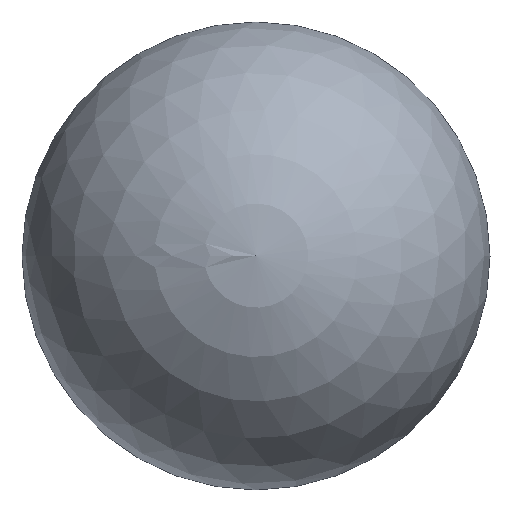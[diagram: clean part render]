
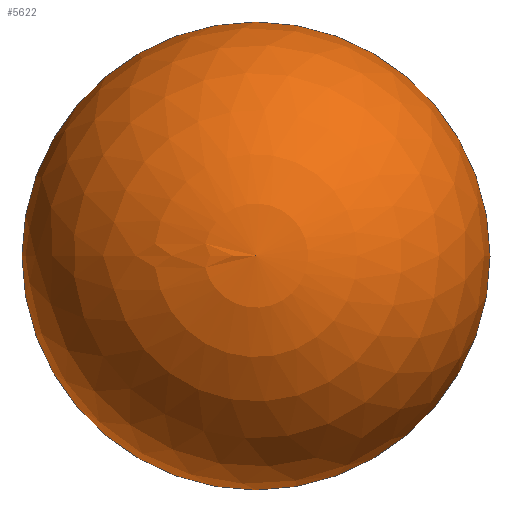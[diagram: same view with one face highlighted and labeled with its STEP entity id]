
A CAD part, top view. The second image highlights one B-rep face of the part: STEP entity #5622.
In plain terms, the highlighted spherical face has radius 35 mm.
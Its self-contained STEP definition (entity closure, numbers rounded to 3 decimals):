
#282 = FACE_OUTER_BOUND ( 'NONE', #3595, .T. ) ;
#519 = CARTESIAN_POINT ( 'NONE',  ( 0., 35., 0. ) ) ;
#552 = VERTEX_POINT ( 'NONE', #519 ) ;
#1209 = ORIENTED_EDGE ( 'NONE', *, *, #4173, .F. ) ;
#1970 = CARTESIAN_POINT ( 'NONE',  ( 0., 0., 0. ) ) ;
#2028 = CIRCLE ( 'NONE', #3328, 35. ) ;
#2060 = CARTESIAN_POINT ( 'NONE',  ( 0., 0., 0. ) ) ;
#2137 = DIRECTION ( 'NONE',  ( 0., 0., 1. ) ) ;
#3210 = AXIS2_PLACEMENT_3D ( 'NONE', #2060, #6214, #3468 ) ;
#3328 = AXIS2_PLACEMENT_3D ( 'NONE', #1970, #8877, #6180 ) ;
#3468 = DIRECTION ( 'NONE',  ( 1., 0., 0. ) ) ;
#3505 = ORIENTED_EDGE ( 'NONE', *, *, #5559, .T. ) ;
#3543 = CARTESIAN_POINT ( 'NONE',  ( 0., -35., 0. ) ) ;
#3595 = EDGE_LOOP ( 'NONE', ( #1209, #3505 ) ) ;
#4173 = EDGE_CURVE ( 'NONE', #7021, #552, #2028, .T. ) ;
#5033 = AXIS2_PLACEMENT_3D ( 'NONE', #6902, #2137, #7681 ) ;
#5165 = CIRCLE ( 'NONE', #3210, 35. ) ;
#5559 = EDGE_CURVE ( 'NONE', #7021, #552, #5165, .T. ) ;
#5622 = ADVANCED_FACE ( 'NONE', ( #282 ), #7453, .T. ) ;
#6180 = DIRECTION ( 'NONE',  ( -1., 0., 0. ) ) ;
#6214 = DIRECTION ( 'NONE',  ( 0., 0., 1. ) ) ;
#6902 = CARTESIAN_POINT ( 'NONE',  ( 0., 0., 0. ) ) ;
#7021 = VERTEX_POINT ( 'NONE', #3543 ) ;
#7453 = SPHERICAL_SURFACE ( 'NONE', #5033, 35. ) ;
#7681 = DIRECTION ( 'NONE',  ( -1., 0., 0. ) ) ;
#8877 = DIRECTION ( 'NONE',  ( 0., 0., -1. ) ) ;
